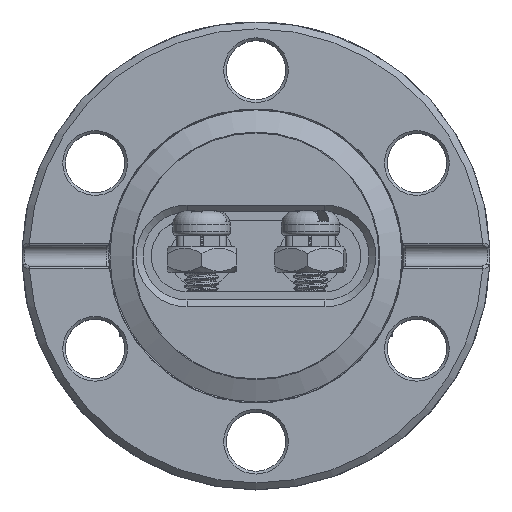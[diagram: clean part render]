
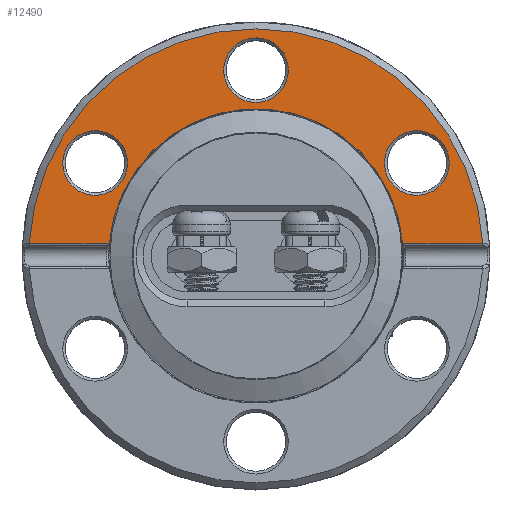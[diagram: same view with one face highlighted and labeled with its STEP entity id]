
A CAD part, top view. The second image highlights one B-rep face of the part: STEP entity #12490.
In plain terms, the highlighted planar face has unit normal (0, 0, 1).
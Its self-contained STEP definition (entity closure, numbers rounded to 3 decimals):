
#167 = VERTEX_POINT ( 'NONE', #11597 ) ;
#239 = CIRCLE ( 'NONE', #3138, 16.5 ) ;
#815 = CARTESIAN_POINT ( 'NONE',  ( 0., 13.5, 0. ) ) ;
#816 = LINE ( 'NONE', #19543, #27491 ) ;
#961 = DIRECTION ( 'NONE',  ( 1., 0., 0. ) ) ;
#1145 = EDGE_LOOP ( 'NONE', ( #19190, #23553, #3319, #25424, #3314, #9744, #5698, #5422 ) ) ;
#1388 = FACE_BOUND ( 'NONE', #4795, .T. ) ;
#1581 = CIRCLE ( 'NONE', #4974, 0.2 ) ;
#1695 = EDGE_CURVE ( 'NONE', #12000, #19985, #29797, .T. ) ;
#1810 = EDGE_CURVE ( 'NONE', #8704, #8704, #6464, .T. ) ;
#1826 = DIRECTION ( 'NONE',  ( 0., 0., 1. ) ) ;
#1873 = B_SPLINE_CURVE_WITH_KNOTS ( 'NONE', 3,
 ( #25090, #17963, #27527, #4220 ),
 .UNSPECIFIED., .F., .F.,
 ( 4, 4 ),
 ( 0., 0. ),
 .UNSPECIFIED. ) ;
#2572 = CARTESIAN_POINT ( 'NONE',  ( 16.473, 0.935, 0. ) ) ;
#2656 = VERTEX_POINT ( 'NONE', #9506 ) ;
#2742 = EDGE_CURVE ( 'NONE', #17716, #17716, #27360, .T. ) ;
#2898 = EDGE_CURVE ( 'NONE', #13696, #2656, #1581, .T. ) ;
#3068 = AXIS2_PLACEMENT_3D ( 'NONE', #28901, #28611, #19199 ) ;
#3138 = AXIS2_PLACEMENT_3D ( 'NONE', #18750, #28013, #7163 ) ;
#3200 = PLANE ( 'NONE',  #14353 ) ;
#3314 = ORIENTED_EDGE ( 'NONE', *, *, #10510, .T. ) ;
#3319 = ORIENTED_EDGE ( 'NONE', *, *, #30010, .T. ) ;
#3702 = CIRCLE ( 'NONE', #21248, 2.35 ) ;
#3820 = CARTESIAN_POINT ( 'NONE',  ( -10.859, 0.95, 0. ) ) ;
#4220 = CARTESIAN_POINT ( 'NONE',  ( -16.473, 0.929, 0. ) ) ;
#4795 = EDGE_LOOP ( 'NONE', ( #22241 ) ) ;
#4974 = AXIS2_PLACEMENT_3D ( 'NONE', #3820, #8114, #5656 ) ;
#5422 = ORIENTED_EDGE ( 'NONE', *, *, #2898, .T. ) ;
#5460 = CARTESIAN_POINT ( 'NONE',  ( 0., 0., 0. ) ) ;
#5530 = VECTOR ( 'NONE', #29754, 1000. ) ;
#5656 = DIRECTION ( 'NONE',  ( -1., 0., 0. ) ) ;
#5698 = ORIENTED_EDGE ( 'NONE', *, *, #12166, .T. ) ;
#6464 = CIRCLE ( 'NONE', #3068, 2.35 ) ;
#7163 = DIRECTION ( 'NONE',  ( 1., 0., 0. ) ) ;
#7307 = CARTESIAN_POINT ( 'NONE',  ( 16.473, 0.948, 0. ) ) ;
#7948 = DIRECTION ( 'NONE',  ( -1., 0., 0. ) ) ;
#8114 = DIRECTION ( 'NONE',  ( 0., 0., 1. ) ) ;
#8274 = B_SPLINE_CURVE_WITH_KNOTS ( 'NONE', 3,
 ( #14159, #2572, #9602, #7307 ),
 .UNSPECIFIED., .F., .F.,
 ( 4, 4 ),
 ( 0., 0. ),
 .UNSPECIFIED. ) ;
#8704 = VERTEX_POINT ( 'NONE', #18169 ) ;
#8889 = EDGE_CURVE ( 'NONE', #167, #167, #3702, .T. ) ;
#9181 = DIRECTION ( 'NONE',  ( 0., 0., 1. ) ) ;
#9506 = CARTESIAN_POINT ( 'NONE',  ( -10.659, 0.933, 0. ) ) ;
#9602 = CARTESIAN_POINT ( 'NONE',  ( 16.473, 0.941, 0. ) ) ;
#9744 = ORIENTED_EDGE ( 'NONE', *, *, #24720, .T. ) ;
#10002 = VERTEX_POINT ( 'NONE', #24112 ) ;
#10092 = DIRECTION ( 'NONE',  ( 0., 0., -1. ) ) ;
#10179 = EDGE_LOOP ( 'NONE', ( #12220 ) ) ;
#10318 = VERTEX_POINT ( 'NONE', #13559 ) ;
#10510 = EDGE_CURVE ( 'NONE', #23115, #24073, #239, .T. ) ;
#11597 = CARTESIAN_POINT ( 'NONE',  ( -2.35, 13.5, 0. ) ) ;
#11758 = DIRECTION ( 'NONE',  ( 1., 0., 0. ) ) ;
#12000 = VERTEX_POINT ( 'NONE', #29163 ) ;
#12166 = EDGE_CURVE ( 'NONE', #10002, #13696, #22920, .T. ) ;
#12220 = ORIENTED_EDGE ( 'NONE', *, *, #1810, .T. ) ;
#12227 = CARTESIAN_POINT ( 'NONE',  ( -11.691, 6.75, 0. ) ) ;
#12311 = CARTESIAN_POINT ( 'NONE',  ( 10.66, 0.929, 0. ) ) ;
#12490 = ADVANCED_FACE ( 'NONE', ( #21925, #29214, #1388, #19375 ), #3200, .F. ) ;
#12818 = CARTESIAN_POINT ( 'NONE',  ( -14.041, 6.75, 0. ) ) ;
#13559 = CARTESIAN_POINT ( 'NONE',  ( 16.473, 0.929, 0. ) ) ;
#13696 = VERTEX_POINT ( 'NONE', #19908 ) ;
#14111 = CARTESIAN_POINT ( 'NONE',  ( 10.859, 0.95, 0. ) ) ;
#14159 = CARTESIAN_POINT ( 'NONE',  ( 16.473, 0.929, 0. ) ) ;
#14353 = AXIS2_PLACEMENT_3D ( 'NONE', #5460, #21630, #24517 ) ;
#14380 = EDGE_CURVE ( 'NONE', #12000, #2656, #16855, .T. ) ;
#14836 = EDGE_CURVE ( 'NONE', #10318, #23115, #8274, .T. ) ;
#15239 = AXIS2_PLACEMENT_3D ( 'NONE', #14111, #1826, #22691 ) ;
#15488 = CARTESIAN_POINT ( 'NONE',  ( 0., 0.929, 0. ) ) ;
#16657 = CARTESIAN_POINT ( 'NONE',  ( 0., 0., 0. ) ) ;
#16855 = CIRCLE ( 'NONE', #22159, 10.7 ) ;
#17716 = VERTEX_POINT ( 'NONE', #12818 ) ;
#17963 = CARTESIAN_POINT ( 'NONE',  ( -16.473, 0.941, 0. ) ) ;
#18169 = CARTESIAN_POINT ( 'NONE',  ( 9.341, 6.75, 0. ) ) ;
#18631 = AXIS2_PLACEMENT_3D ( 'NONE', #12227, #23355, #18815 ) ;
#18750 = CARTESIAN_POINT ( 'NONE',  ( 0., 0., 0. ) ) ;
#18815 = DIRECTION ( 'NONE',  ( -1., 0., 0. ) ) ;
#19190 = ORIENTED_EDGE ( 'NONE', *, *, #14380, .F. ) ;
#19199 = DIRECTION ( 'NONE',  ( -1., 0., 0. ) ) ;
#19375 = FACE_OUTER_BOUND ( 'NONE', #1145, .T. ) ;
#19543 = CARTESIAN_POINT ( 'NONE',  ( 16.483, 0.929, 0. ) ) ;
#19908 = CARTESIAN_POINT ( 'NONE',  ( -10.66, 0.929, 0. ) ) ;
#19985 = VERTEX_POINT ( 'NONE', #12311 ) ;
#21248 = AXIS2_PLACEMENT_3D ( 'NONE', #815, #10092, #7948 ) ;
#21318 = EDGE_LOOP ( 'NONE', ( #22267 ) ) ;
#21630 = DIRECTION ( 'NONE',  ( 0., 0., -1. ) ) ;
#21925 = FACE_BOUND ( 'NONE', #10179, .T. ) ;
#22159 = AXIS2_PLACEMENT_3D ( 'NONE', #16657, #9181, #11758 ) ;
#22241 = ORIENTED_EDGE ( 'NONE', *, *, #8889, .T. ) ;
#22267 = ORIENTED_EDGE ( 'NONE', *, *, #2742, .T. ) ;
#22691 = DIRECTION ( 'NONE',  ( -1., 0., 0. ) ) ;
#22920 = LINE ( 'NONE', #15488, #5530 ) ;
#23115 = VERTEX_POINT ( 'NONE', #29207 ) ;
#23355 = DIRECTION ( 'NONE',  ( 0., 0., -1. ) ) ;
#23553 = ORIENTED_EDGE ( 'NONE', *, *, #1695, .T. ) ;
#23947 = CARTESIAN_POINT ( 'NONE',  ( -16.473, 0.948, 0. ) ) ;
#24073 = VERTEX_POINT ( 'NONE', #23947 ) ;
#24112 = CARTESIAN_POINT ( 'NONE',  ( -16.473, 0.929, 0. ) ) ;
#24517 = DIRECTION ( 'NONE',  ( -1., 0., 0. ) ) ;
#24720 = EDGE_CURVE ( 'NONE', #24073, #10002, #1873, .T. ) ;
#25090 = CARTESIAN_POINT ( 'NONE',  ( -16.473, 0.948, 0. ) ) ;
#25424 = ORIENTED_EDGE ( 'NONE', *, *, #14836, .T. ) ;
#27360 = CIRCLE ( 'NONE', #18631, 2.35 ) ;
#27491 = VECTOR ( 'NONE', #961, 1000. ) ;
#27527 = CARTESIAN_POINT ( 'NONE',  ( -16.473, 0.935, 0. ) ) ;
#28013 = DIRECTION ( 'NONE',  ( 0., 0., 1. ) ) ;
#28611 = DIRECTION ( 'NONE',  ( 0., 0., -1. ) ) ;
#28901 = CARTESIAN_POINT ( 'NONE',  ( 11.691, 6.75, 0. ) ) ;
#29163 = CARTESIAN_POINT ( 'NONE',  ( 10.659, 0.933, 0. ) ) ;
#29207 = CARTESIAN_POINT ( 'NONE',  ( 16.473, 0.948, 0. ) ) ;
#29214 = FACE_BOUND ( 'NONE', #21318, .T. ) ;
#29754 = DIRECTION ( 'NONE',  ( 1., 0., 0. ) ) ;
#29797 = CIRCLE ( 'NONE', #15239, 0.2 ) ;
#30010 = EDGE_CURVE ( 'NONE', #19985, #10318, #816, .T. ) ;
